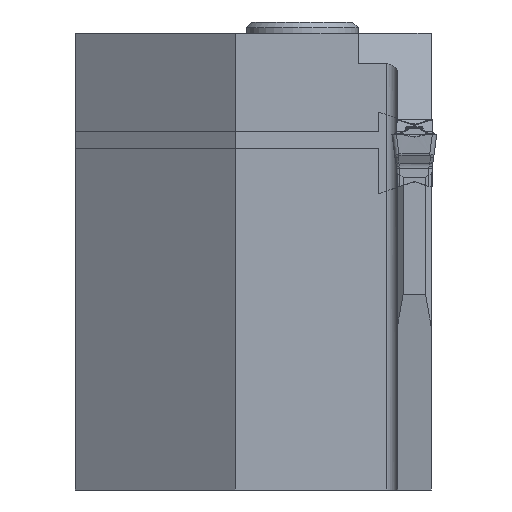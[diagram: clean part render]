
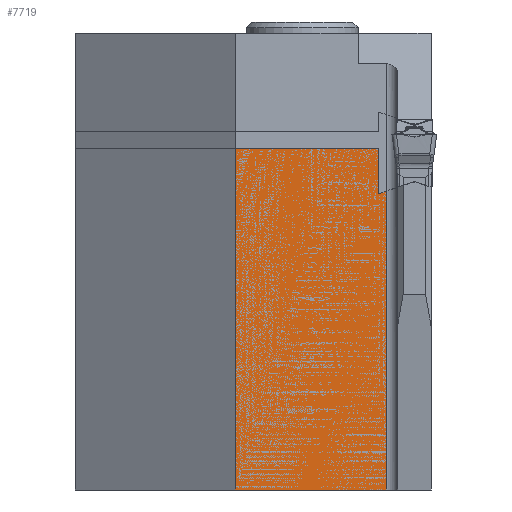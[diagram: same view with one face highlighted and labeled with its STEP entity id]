
A CAD part, left-side view. The second image highlights one B-rep face of the part: STEP entity #7719.
In plain terms, the highlighted planar face has unit normal (-1, 0, 0).
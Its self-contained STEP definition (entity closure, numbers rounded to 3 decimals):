
#5825=FACE_OUTER_BOUND('',#8689,.T.);
#6512=LINE('',#19994,#7016);
#6573=LINE('',#20132,#7077);
#6574=LINE('',#20136,#7078);
#6588=LINE('',#20175,#7092);
#6594=LINE('',#20194,#7098);
#6595=LINE('',#20196,#7099);
#7016=VECTOR('',#17266,1.);
#7077=VECTOR('',#17381,1.);
#7078=VECTOR('',#17386,1.);
#7092=VECTOR('',#17424,1.);
#7098=VECTOR('',#17446,1.);
#7099=VECTOR('',#17449,1.);
#7548=PLANE('',#16181);
#7719=ADVANCED_FACE('',(#5825),#7548,.T.);
#8689=EDGE_LOOP('',(#9581,#9582,#9583,#9584,#9585,#9586));
#9581=ORIENTED_EDGE('',*,*,#13942,.F.);
#9582=ORIENTED_EDGE('',*,*,#14043,.F.);
#9583=ORIENTED_EDGE('',*,*,#14012,.T.);
#9584=ORIENTED_EDGE('',*,*,#14010,.T.);
#9585=ORIENTED_EDGE('',*,*,#14032,.F.);
#9586=ORIENTED_EDGE('',*,*,#14042,.F.);
#12899=VERTEX_POINT('',#19993);
#12900=VERTEX_POINT('',#19995);
#12949=VERTEX_POINT('',#20131);
#12950=VERTEX_POINT('',#20133);
#12951=VERTEX_POINT('',#20137);
#12964=VERTEX_POINT('',#20176);
#13942=EDGE_CURVE('',#12899,#12900,#6512,.T.);
#14010=EDGE_CURVE('',#12950,#12949,#6573,.T.);
#14012=EDGE_CURVE('',#12951,#12950,#6574,.T.);
#14032=EDGE_CURVE('',#12964,#12949,#6588,.T.);
#14042=EDGE_CURVE('',#12900,#12964,#6594,.T.);
#14043=EDGE_CURVE('',#12951,#12899,#6595,.T.);
#16181=AXIS2_PLACEMENT_3D('',#20197,#17450,#17451);
#17266=DIRECTION('',(0.,-1.,0.));
#17381=DIRECTION('',(0.,0.,1.));
#17386=DIRECTION('',(0.,-1.,0.));
#17424=DIRECTION('',(0.,-0.946,0.326));
#17446=DIRECTION('',(0.,0.,-1.));
#17449=DIRECTION('',(0.,0.,1.));
#17450=DIRECTION('',(-1.,0.,0.));
#17451=DIRECTION('',(0.,0.,1.));
#19993=CARTESIAN_POINT('',(14.,15.969,-1.25));
#19994=CARTESIAN_POINT('',(14.,15.969,-1.25));
#19995=CARTESIAN_POINT('',(14.,3.2,-1.25));
#20131=CARTESIAN_POINT('',(14.,2.5,-5.089));
#20132=CARTESIAN_POINT('',(14.,2.5,9.));
#20133=CARTESIAN_POINT('',(14.,2.5,-31.75));
#20136=CARTESIAN_POINT('',(14.,15.969,-31.75));
#20137=CARTESIAN_POINT('',(14.,15.969,-31.75));
#20175=CARTESIAN_POINT('',(14.,22.748,-12.061));
#20176=CARTESIAN_POINT('',(14.,3.2,-5.33));
#20194=CARTESIAN_POINT('',(14.,3.2,-31.75));
#20196=CARTESIAN_POINT('',(14.,15.969,-31.75));
#20197=CARTESIAN_POINT('',(14.,15.969,-31.75));
